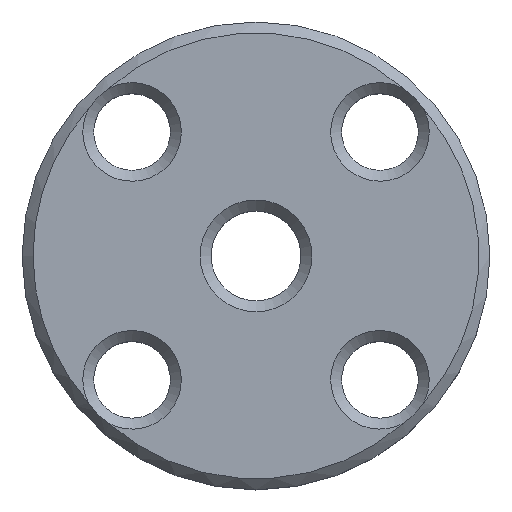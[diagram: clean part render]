
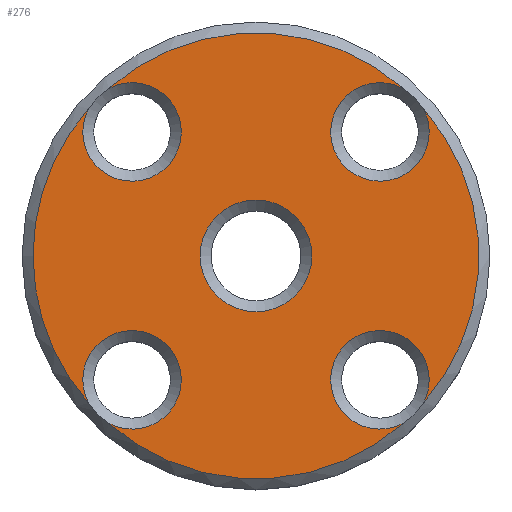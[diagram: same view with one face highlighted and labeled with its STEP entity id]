
A CAD part, top view. The second image highlights one B-rep face of the part: STEP entity #276.
In plain terms, the highlighted planar face has unit normal (0, 0, 1).
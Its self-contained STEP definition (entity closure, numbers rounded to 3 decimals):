
#25=FACE_BOUND('',#49,.T.);
#31=PLANE('',#306);
#34=FACE_OUTER_BOUND('',#48,.T.);
#48=EDGE_LOOP('',(#189,#190,#191,#192,#193,#194,#195,#196,#197,#198,#199,
#200,#201));
#49=EDGE_LOOP('',(#202));
#91=CIRCLE('',#304,2.55);
#93=CIRCLE('',#307,2.25);
#94=CIRCLE('',#308,10.175);
#95=CIRCLE('',#309,2.25);
#96=CIRCLE('',#310,2.25);
#97=CIRCLE('',#311,10.175);
#98=CIRCLE('',#312,10.175);
#99=CIRCLE('',#313,2.25);
#100=CIRCLE('',#314,2.25);
#101=CIRCLE('',#315,10.175);
#102=CIRCLE('',#316,2.25);
#103=CIRCLE('',#317,2.25);
#104=CIRCLE('',#318,10.175);
#105=CIRCLE('',#319,2.25);
#117=VERTEX_POINT('',#439);
#119=VERTEX_POINT('',#445);
#120=VERTEX_POINT('',#446);
#121=VERTEX_POINT('',#448);
#122=VERTEX_POINT('',#450);
#123=VERTEX_POINT('',#452);
#124=VERTEX_POINT('',#454);
#125=VERTEX_POINT('',#456);
#126=VERTEX_POINT('',#458);
#127=VERTEX_POINT('',#460);
#128=VERTEX_POINT('',#462);
#129=VERTEX_POINT('',#464);
#130=VERTEX_POINT('',#466);
#131=VERTEX_POINT('',#468);
#143=EDGE_CURVE('',#117,#117,#91,.T.);
#146=EDGE_CURVE('',#119,#120,#93,.T.);
#147=EDGE_CURVE('',#121,#119,#94,.T.);
#148=EDGE_CURVE('',#122,#121,#95,.T.);
#149=EDGE_CURVE('',#123,#122,#96,.T.);
#150=EDGE_CURVE('',#124,#123,#97,.T.);
#151=EDGE_CURVE('',#125,#124,#98,.T.);
#152=EDGE_CURVE('',#126,#125,#99,.T.);
#153=EDGE_CURVE('',#127,#126,#100,.T.);
#154=EDGE_CURVE('',#128,#127,#101,.T.);
#155=EDGE_CURVE('',#129,#128,#102,.T.);
#156=EDGE_CURVE('',#130,#129,#103,.T.);
#157=EDGE_CURVE('',#131,#130,#104,.T.);
#158=EDGE_CURVE('',#120,#131,#105,.T.);
#189=ORIENTED_EDGE('',*,*,#146,.F.);
#190=ORIENTED_EDGE('',*,*,#147,.F.);
#191=ORIENTED_EDGE('',*,*,#148,.F.);
#192=ORIENTED_EDGE('',*,*,#149,.F.);
#193=ORIENTED_EDGE('',*,*,#150,.F.);
#194=ORIENTED_EDGE('',*,*,#151,.F.);
#195=ORIENTED_EDGE('',*,*,#152,.F.);
#196=ORIENTED_EDGE('',*,*,#153,.F.);
#197=ORIENTED_EDGE('',*,*,#154,.F.);
#198=ORIENTED_EDGE('',*,*,#155,.F.);
#199=ORIENTED_EDGE('',*,*,#156,.F.);
#200=ORIENTED_EDGE('',*,*,#157,.F.);
#201=ORIENTED_EDGE('',*,*,#158,.F.);
#202=ORIENTED_EDGE('',*,*,#143,.F.);
#276=ADVANCED_FACE('',(#34,#25),#31,.T.);
#304=AXIS2_PLACEMENT_3D('',#440,#347,#348);
#306=AXIS2_PLACEMENT_3D('',#444,#352,#353);
#307=AXIS2_PLACEMENT_3D('',#447,#354,#355);
#308=AXIS2_PLACEMENT_3D('',#449,#356,#357);
#309=AXIS2_PLACEMENT_3D('',#451,#358,#359);
#310=AXIS2_PLACEMENT_3D('',#453,#360,#361);
#311=AXIS2_PLACEMENT_3D('',#455,#362,#363);
#312=AXIS2_PLACEMENT_3D('',#457,#364,#365);
#313=AXIS2_PLACEMENT_3D('',#459,#366,#367);
#314=AXIS2_PLACEMENT_3D('',#461,#368,#369);
#315=AXIS2_PLACEMENT_3D('',#463,#370,#371);
#316=AXIS2_PLACEMENT_3D('',#465,#372,#373);
#317=AXIS2_PLACEMENT_3D('',#467,#374,#375);
#318=AXIS2_PLACEMENT_3D('',#469,#376,#377);
#319=AXIS2_PLACEMENT_3D('',#470,#378,#379);
#347=DIRECTION('center_axis',(0.,0.,
1.));
#348=DIRECTION('ref_axis',(1.,0.,0.));
#352=DIRECTION('center_axis',(0.,0.,
1.));
#353=DIRECTION('ref_axis',(1.,0.,0.));
#354=DIRECTION('center_axis',(0.,0.,
1.));
#355=DIRECTION('ref_axis',(-1.,0.,0.));
#356=DIRECTION('center_axis',(0.,0.,
-1.));
#357=DIRECTION('ref_axis',(1.,0.,0.));
#358=DIRECTION('center_axis',(0.,0.,
1.));
#359=DIRECTION('ref_axis',(-1.,0.,0.));
#360=DIRECTION('center_axis',(0.,0.,
1.));
#361=DIRECTION('ref_axis',(-1.,0.,0.));
#362=DIRECTION('center_axis',(0.,0.,
-1.));
#363=DIRECTION('ref_axis',(1.,0.,0.));
#364=DIRECTION('center_axis',(0.,0.,
-1.));
#365=DIRECTION('ref_axis',(1.,0.,0.));
#366=DIRECTION('center_axis',(0.,0.,
1.));
#367=DIRECTION('ref_axis',(-1.,0.,0.));
#368=DIRECTION('center_axis',(0.,0.,
1.));
#369=DIRECTION('ref_axis',(-1.,0.,0.));
#370=DIRECTION('center_axis',(0.,0.,
-1.));
#371=DIRECTION('ref_axis',(1.,0.,0.));
#372=DIRECTION('center_axis',(0.,0.,
1.));
#373=DIRECTION('ref_axis',(-1.,0.,0.));
#374=DIRECTION('center_axis',(0.,0.,
1.));
#375=DIRECTION('ref_axis',(-1.,0.,0.));
#376=DIRECTION('center_axis',(0.,0.,
-1.));
#377=DIRECTION('ref_axis',(1.,0.,0.));
#378=DIRECTION('center_axis',(0.,0.,
1.));
#379=DIRECTION('ref_axis',(-1.,0.,0.));
#439=CARTESIAN_POINT('',(127.768,244.66,48.059));
#440=CARTESIAN_POINT('Origin',(130.318,244.66,48.059));
#444=CARTESIAN_POINT('Origin',(130.318,233.485,48.059));
#445=CARTESIAN_POINT('',(137.039,252.3,48.059));
#446=CARTESIAN_POINT('',(138.225,250.317,48.059));
#447=CARTESIAN_POINT('Origin',(135.975,250.317,48.059));
#448=CARTESIAN_POINT('',(123.597,252.3,48.059));
#449=CARTESIAN_POINT('Origin',(130.318,244.66,48.059));
#450=CARTESIAN_POINT('',(126.911,250.317,48.059));
#451=CARTESIAN_POINT('Origin',(124.661,250.317,48.059));
#452=CARTESIAN_POINT('',(122.679,251.381,48.059));
#453=CARTESIAN_POINT('Origin',(124.661,250.317,48.059));
#454=CARTESIAN_POINT('',(120.143,244.66,48.059));
#455=CARTESIAN_POINT('Origin',(130.318,244.66,48.059));
#456=CARTESIAN_POINT('',(122.679,237.939,48.059));
#457=CARTESIAN_POINT('Origin',(130.318,244.66,48.059));
#458=CARTESIAN_POINT('',(126.911,239.003,48.059));
#459=CARTESIAN_POINT('Origin',(124.661,239.003,48.059));
#460=CARTESIAN_POINT('',(123.597,237.021,48.059));
#461=CARTESIAN_POINT('Origin',(124.661,239.003,48.059));
#462=CARTESIAN_POINT('',(137.039,237.021,48.059));
#463=CARTESIAN_POINT('Origin',(130.318,244.66,48.059));
#464=CARTESIAN_POINT('',(138.225,239.003,48.059));
#465=CARTESIAN_POINT('Origin',(135.975,239.003,48.059));
#466=CARTESIAN_POINT('',(137.958,237.939,48.059));
#467=CARTESIAN_POINT('Origin',(135.975,239.003,48.059));
#468=CARTESIAN_POINT('',(137.958,251.381,48.059));
#469=CARTESIAN_POINT('Origin',(130.318,244.66,48.059));
#470=CARTESIAN_POINT('Origin',(135.975,250.317,48.059));
